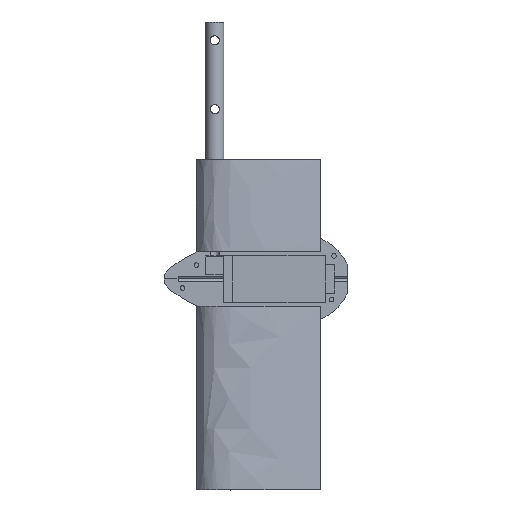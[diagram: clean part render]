
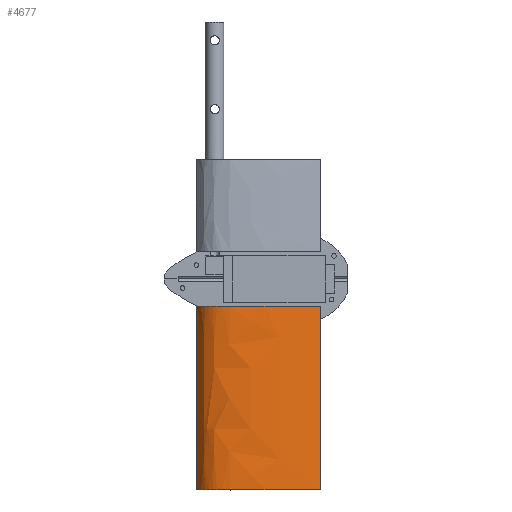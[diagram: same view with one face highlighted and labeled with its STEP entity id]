
A CAD part, top view. The second image highlights one B-rep face of the part: STEP entity #4677.
In plain terms, the highlighted face is a extrusion surface.
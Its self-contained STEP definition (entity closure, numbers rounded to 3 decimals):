
#227 = PLANE('',#228);
#228 = AXIS2_PLACEMENT_3D('',#229,#230,#231);
#229 = CARTESIAN_POINT('',(-13.,-5.,0.));
#230 = DIRECTION('',(0.,-1.,0.));
#231 = DIRECTION('',(1.,0.,0.));
#255 = PLANE('',#256);
#256 = AXIS2_PLACEMENT_3D('',#257,#258,#259);
#257 = CARTESIAN_POINT('',(14.,-5.,1.));
#258 = DIRECTION('',(1.,0.,0.));
#259 = DIRECTION('',(0.,0.,-1.));
#1570 = SURFACE_OF_LINEAR_EXTRUSION('',#1571,#1576);
#1571 = B_SPLINE_CURVE_WITH_KNOTS('',3,(#1572,#1573,#1574,#1575),
  .UNSPECIFIED.,.F.,.F.,(4,4),(0.,1.),.PIECEWISE_BEZIER_KNOTS.);
#1572 = CARTESIAN_POINT('',(-13.,-5.,0.));
#1573 = CARTESIAN_POINT('',(-10.,-5.,-5.));
#1574 = CARTESIAN_POINT('',(-6.,-5.,-5.));
#1575 = CARTESIAN_POINT('',(14.,-5.,-1.));
#1576 = VECTOR('',#1577,1.);
#1577 = DIRECTION('',(0.,1.,0.));
#2801 = EDGE_CURVE('',#2802,#2804,#2806,.T.);
#2802 = VERTEX_POINT('',#2803);
#2803 = CARTESIAN_POINT('',(-13.,-5.,0.));
#2804 = VERTEX_POINT('',#2805);
#2805 = CARTESIAN_POINT('',(14.,-5.,1.));
#2806 = SURFACE_CURVE('',#2807,(#2812,#2820),.PCURVE_S1.);
#2807 = B_SPLINE_CURVE_WITH_KNOTS('',3,(#2808,#2809,#2810,#2811),
  .UNSPECIFIED.,.F.,.F.,(4,4),(0.,1.),.PIECEWISE_BEZIER_KNOTS.);
#2808 = CARTESIAN_POINT('',(-13.,-5.,0.));
#2809 = CARTESIAN_POINT('',(-10.,-5.,5.));
#2810 = CARTESIAN_POINT('',(-6.,-5.,5.));
#2811 = CARTESIAN_POINT('',(14.,-5.,1.));
#2812 = PCURVE('',#227,#2813);
#2813 = DEFINITIONAL_REPRESENTATION('',(#2814),#2819);
#2814 = B_SPLINE_CURVE_WITH_KNOTS('',3,(#2815,#2816,#2817,#2818),
  .UNSPECIFIED.,.F.,.F.,(4,4),(0.,1.),.PIECEWISE_BEZIER_KNOTS.);
#2815 = CARTESIAN_POINT('',(0.,0.));
#2816 = CARTESIAN_POINT('',(3.,5.));
#2817 = CARTESIAN_POINT('',(7.,5.));
#2818 = CARTESIAN_POINT('',(27.,1.));
#2819 = ( GEOMETRIC_REPRESENTATION_CONTEXT(2) 
PARAMETRIC_REPRESENTATION_CONTEXT() REPRESENTATION_CONTEXT('2D SPACE',''
  ) );
#2820 = PCURVE('',#2821,#2829);
#2821 = SURFACE_OF_LINEAR_EXTRUSION('',#2822,#2827);
#2822 = B_SPLINE_CURVE_WITH_KNOTS('',3,(#2823,#2824,#2825,#2826),
  .UNSPECIFIED.,.F.,.F.,(4,4),(0.,1.),.PIECEWISE_BEZIER_KNOTS.);
#2823 = CARTESIAN_POINT('',(-13.,-5.,0.));
#2824 = CARTESIAN_POINT('',(-10.,-5.,5.));
#2825 = CARTESIAN_POINT('',(-6.,-5.,5.));
#2826 = CARTESIAN_POINT('',(14.,-5.,1.));
#2827 = VECTOR('',#2828,1.);
#2828 = DIRECTION('',(0.,1.,0.));
#2829 = DEFINITIONAL_REPRESENTATION('',(#2830),#2834);
#2830 = LINE('',#2831,#2832);
#2831 = CARTESIAN_POINT('',(0.,0.));
#2832 = VECTOR('',#2833,1.);
#2833 = DIRECTION('',(1.,0.));
#2834 = ( GEOMETRIC_REPRESENTATION_CONTEXT(2) 
PARAMETRIC_REPRESENTATION_CONTEXT() REPRESENTATION_CONTEXT('2D SPACE',''
  ) );
#3076 = EDGE_CURVE('',#2804,#3077,#3079,.T.);
#3077 = VERTEX_POINT('',#3078);
#3078 = CARTESIAN_POINT('',(14.,-45.,1.));
#3079 = SURFACE_CURVE('',#3080,(#3084,#3091),.PCURVE_S1.);
#3080 = LINE('',#3081,#3082);
#3081 = CARTESIAN_POINT('',(14.,-5.,1.));
#3082 = VECTOR('',#3083,1.);
#3083 = DIRECTION('',(0.,-1.,0.));
#3084 = PCURVE('',#255,#3085);
#3085 = DEFINITIONAL_REPRESENTATION('',(#3086),#3090);
#3086 = LINE('',#3087,#3088);
#3087 = CARTESIAN_POINT('',(0.,0.));
#3088 = VECTOR('',#3089,1.);
#3089 = DIRECTION('',(0.,-1.));
#3090 = ( GEOMETRIC_REPRESENTATION_CONTEXT(2) 
PARAMETRIC_REPRESENTATION_CONTEXT() REPRESENTATION_CONTEXT('2D SPACE',''
  ) );
#3091 = PCURVE('',#2821,#3092);
#3092 = DEFINITIONAL_REPRESENTATION('',(#3093),#3097);
#3093 = LINE('',#3094,#3095);
#3094 = CARTESIAN_POINT('',(1.,0.));
#3095 = VECTOR('',#3096,1.);
#3096 = DIRECTION('',(0.,-1.));
#3097 = ( GEOMETRIC_REPRESENTATION_CONTEXT(2) 
PARAMETRIC_REPRESENTATION_CONTEXT() REPRESENTATION_CONTEXT('2D SPACE',''
  ) );
#3115 = PLANE('',#3116);
#3116 = AXIS2_PLACEMENT_3D('',#3117,#3118,#3119);
#3117 = CARTESIAN_POINT('',(-13.,-45.,0.));
#3118 = DIRECTION('',(0.,-1.,0.));
#3119 = DIRECTION('',(1.,0.,0.));
#4580 = EDGE_CURVE('',#2802,#4581,#4583,.T.);
#4581 = VERTEX_POINT('',#4582);
#4582 = CARTESIAN_POINT('',(-13.,-45.,0.));
#4583 = SURFACE_CURVE('',#4584,(#4588,#4594),.PCURVE_S1.);
#4584 = LINE('',#4585,#4586);
#4585 = CARTESIAN_POINT('',(-13.,-5.,0.));
#4586 = VECTOR('',#4587,1.);
#4587 = DIRECTION('',(0.,-1.,0.));
#4588 = PCURVE('',#1570,#4589);
#4589 = DEFINITIONAL_REPRESENTATION('',(#4590),#4593);
#4590 = B_SPLINE_CURVE_WITH_KNOTS('',1,(#4591,#4592),.UNSPECIFIED.,.F.,
  .F.,(2,2),(0.,40.),.PIECEWISE_BEZIER_KNOTS.);
#4591 = CARTESIAN_POINT('',(0.,0.));
#4592 = CARTESIAN_POINT('',(0.,-40.));
#4593 = ( GEOMETRIC_REPRESENTATION_CONTEXT(2) 
PARAMETRIC_REPRESENTATION_CONTEXT() REPRESENTATION_CONTEXT('2D SPACE',''
  ) );
#4594 = PCURVE('',#2821,#4595);
#4595 = DEFINITIONAL_REPRESENTATION('',(#4596),#4599);
#4596 = B_SPLINE_CURVE_WITH_KNOTS('',1,(#4597,#4598),.UNSPECIFIED.,.F.,
  .F.,(2,2),(0.,40.),.PIECEWISE_BEZIER_KNOTS.);
#4597 = CARTESIAN_POINT('',(0.,0.));
#4598 = CARTESIAN_POINT('',(0.,-40.));
#4599 = ( GEOMETRIC_REPRESENTATION_CONTEXT(2) 
PARAMETRIC_REPRESENTATION_CONTEXT() REPRESENTATION_CONTEXT('2D SPACE',''
  ) );
#4677 = ADVANCED_FACE('',(#4678),#2821,.T.);
#4678 = FACE_BOUND('',#4679,.T.);
#4679 = EDGE_LOOP('',(#4680,#4681,#4704,#4705));
#4680 = ORIENTED_EDGE('',*,*,#4580,.T.);
#4681 = ORIENTED_EDGE('',*,*,#4682,.T.);
#4682 = EDGE_CURVE('',#4581,#3077,#4683,.T.);
#4683 = SURFACE_CURVE('',#4684,(#4689,#4696),.PCURVE_S1.);
#4684 = B_SPLINE_CURVE_WITH_KNOTS('',3,(#4685,#4686,#4687,#4688),
  .UNSPECIFIED.,.F.,.F.,(4,4),(0.,1.),.PIECEWISE_BEZIER_KNOTS.);
#4685 = CARTESIAN_POINT('',(-13.,-45.,0.));
#4686 = CARTESIAN_POINT('',(-10.,-45.,5.));
#4687 = CARTESIAN_POINT('',(-6.,-45.,5.));
#4688 = CARTESIAN_POINT('',(14.,-45.,1.));
#4689 = PCURVE('',#2821,#4690);
#4690 = DEFINITIONAL_REPRESENTATION('',(#4691),#4695);
#4691 = LINE('',#4692,#4693);
#4692 = CARTESIAN_POINT('',(0.,-40.));
#4693 = VECTOR('',#4694,1.);
#4694 = DIRECTION('',(1.,0.));
#4695 = ( GEOMETRIC_REPRESENTATION_CONTEXT(2) 
PARAMETRIC_REPRESENTATION_CONTEXT() REPRESENTATION_CONTEXT('2D SPACE',''
  ) );
#4696 = PCURVE('',#3115,#4697);
#4697 = DEFINITIONAL_REPRESENTATION('',(#4698),#4703);
#4698 = B_SPLINE_CURVE_WITH_KNOTS('',3,(#4699,#4700,#4701,#4702),
  .UNSPECIFIED.,.F.,.F.,(4,4),(0.,1.),.PIECEWISE_BEZIER_KNOTS.);
#4699 = CARTESIAN_POINT('',(0.,0.));
#4700 = CARTESIAN_POINT('',(3.,5.));
#4701 = CARTESIAN_POINT('',(7.,5.));
#4702 = CARTESIAN_POINT('',(27.,1.));
#4703 = ( GEOMETRIC_REPRESENTATION_CONTEXT(2) 
PARAMETRIC_REPRESENTATION_CONTEXT() REPRESENTATION_CONTEXT('2D SPACE',''
  ) );
#4704 = ORIENTED_EDGE('',*,*,#3076,.F.);
#4705 = ORIENTED_EDGE('',*,*,#2801,.F.);
